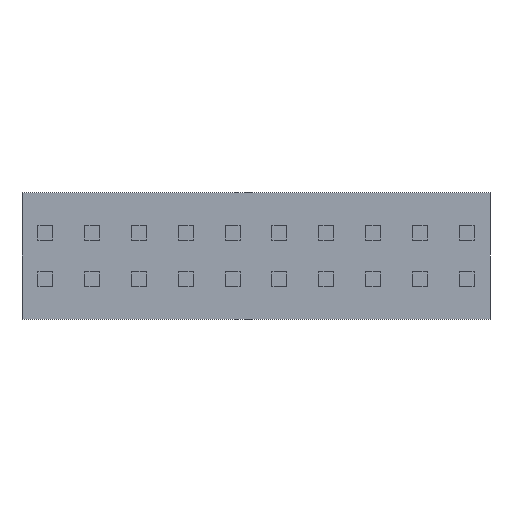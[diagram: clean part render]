
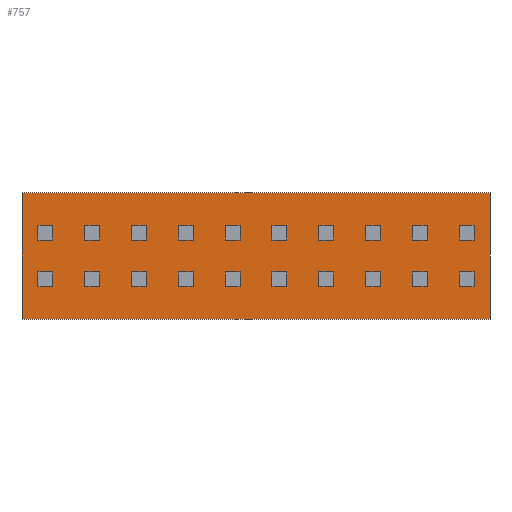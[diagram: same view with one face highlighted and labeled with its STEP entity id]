
A CAD part, front view. The second image highlights one B-rep face of the part: STEP entity #757.
In plain terms, the highlighted planar face has unit normal (0, -1, 0).
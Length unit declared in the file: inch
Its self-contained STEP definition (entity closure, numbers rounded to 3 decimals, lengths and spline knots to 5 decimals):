
#757 = ADVANCED_FACE( '', ( #1509 ), #1510, .F. );
#1509 = FACE_OUTER_BOUND( '', #2273, .T. );
#1510 = PLANE( '', #2274 );
#2273 = EDGE_LOOP( '', ( #4256, #4257, #4258, #4259 ) );
#2274 = AXIS2_PLACEMENT_3D( '', #4260, #4261, #4262 );
#4256 = ORIENTED_EDGE( '', *, *, #5532, .F. );
#4257 = ORIENTED_EDGE( '', *, *, #5179, .F. );
#4258 = ORIENTED_EDGE( '', *, *, #5126, .F. );
#4259 = ORIENTED_EDGE( '', *, *, #5250, .F. );
#4260 = CARTESIAN_POINT( '', ( 0., 0., 0. ) );
#4261 = DIRECTION( '', ( 0., 1., 0. ) );
#4262 = DIRECTION( '', ( 0., 0., 1. ) );
#5126 = EDGE_CURVE( '', #6309, #6310, #6311, .T. );
#5179 = EDGE_CURVE( '', #6310, #6385, #6386, .T. );
#5250 = EDGE_CURVE( '', #6479, #6309, #6480, .T. );
#5532 = EDGE_CURVE( '', #6385, #6479, #6839, .T. );
#6309 = VERTEX_POINT( '', #7957 );
#6310 = VERTEX_POINT( '', #7958 );
#6311 = LINE( '', #7959, #7960 );
#6385 = VERTEX_POINT( '', #8073 );
#6386 = LINE( '', #8074, #8075 );
#6479 = VERTEX_POINT( '', #8218 );
#6480 = LINE( '', #8219, #8220 );
#6839 = LINE( '', #8773, #8774 );
#7957 = CARTESIAN_POINT( '', ( 0.25, 0., 0.0675 ) );
#7958 = CARTESIAN_POINT( '', ( 0.25, 0., -0.0675 ) );
#7959 = CARTESIAN_POINT( '', ( 0.25, 0., 0.0675 ) );
#7960 = VECTOR( '', #9208, 39.37008 );
#8073 = CARTESIAN_POINT( '', ( -0.25, 0., -0.0675 ) );
#8074 = CARTESIAN_POINT( '', ( 0.25, 0., -0.0675 ) );
#8075 = VECTOR( '', #9248, 39.37008 );
#8218 = CARTESIAN_POINT( '', ( -0.25, 0., 0.0675 ) );
#8219 = CARTESIAN_POINT( '', ( -0.25, 0., 0.0675 ) );
#8220 = VECTOR( '', #9299, 39.37008 );
#8773 = CARTESIAN_POINT( '', ( -0.25, 0., -0.0675 ) );
#8774 = VECTOR( '', #9494, 39.37008 );
#9208 = DIRECTION( '', ( 0., 0., -1. ) );
#9248 = DIRECTION( '', ( -1., 0., 0. ) );
#9299 = DIRECTION( '', ( 1., 0., 0. ) );
#9494 = DIRECTION( '', ( 0., 0., 1. ) );
